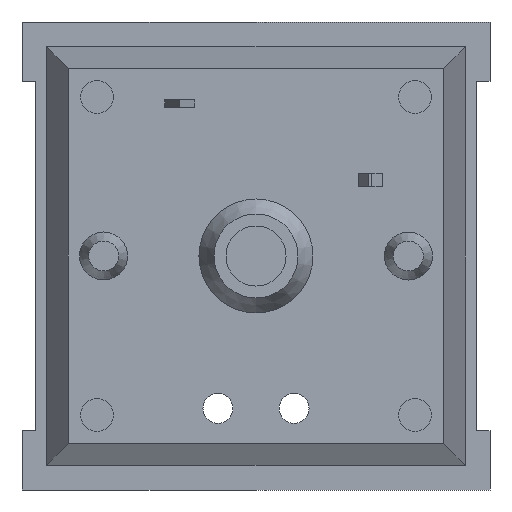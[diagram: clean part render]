
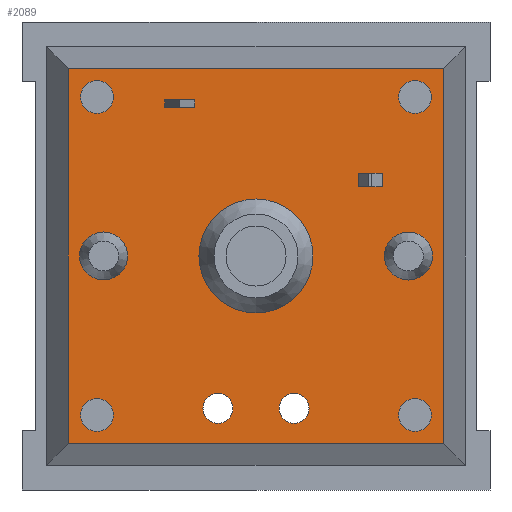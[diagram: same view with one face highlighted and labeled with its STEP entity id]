
A CAD part, front view. The second image highlights one B-rep face of the part: STEP entity #2089.
In plain terms, the highlighted planar face has unit normal (0, -1, 0).
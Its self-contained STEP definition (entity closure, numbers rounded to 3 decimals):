
#18=FACE_BOUND('',#227,.T.);
#19=FACE_BOUND('',#228,.T.);
#20=FACE_BOUND('',#229,.T.);
#21=FACE_BOUND('',#230,.T.);
#22=FACE_BOUND('',#231,.T.);
#23=FACE_BOUND('',#232,.T.);
#24=FACE_BOUND('',#233,.T.);
#25=FACE_BOUND('',#234,.T.);
#26=FACE_BOUND('',#235,.T.);
#27=FACE_BOUND('',#236,.T.);
#28=FACE_BOUND('',#237,.T.);
#45=CIRCLE('',#2238,0.5);
#46=CIRCLE('',#2239,0.5);
#47=CIRCLE('',#2241,1.9);
#48=CIRCLE('',#2242,1.9);
#49=CIRCLE('',#2243,0.55);
#50=CIRCLE('',#2244,0.55);
#51=CIRCLE('',#2245,0.55);
#52=CIRCLE('',#2246,0.55);
#53=CIRCLE('',#2247,0.5);
#54=CIRCLE('',#2248,0.8);
#55=CIRCLE('',#2249,0.8);
#56=CIRCLE('',#2250,0.8);
#57=CIRCLE('',#2251,0.8);
#106=FACE_OUTER_BOUND('',#226,.T.);
#226=EDGE_LOOP('',(#1440,#1441,#1442,#1443));
#227=EDGE_LOOP('',(#1444,#1445));
#228=EDGE_LOOP('',(#1446));
#229=EDGE_LOOP('',(#1447));
#230=EDGE_LOOP('',(#1448));
#231=EDGE_LOOP('',(#1449));
#232=EDGE_LOOP('',(#1450,#1451,#1452,#1453));
#233=EDGE_LOOP('',(#1454,#1455,#1456,#1457));
#234=EDGE_LOOP('',(#1458));
#235=EDGE_LOOP('',(#1459,#1460));
#236=EDGE_LOOP('',(#1461,#1462));
#237=EDGE_LOOP('',(#1463,#1464));
#398=LINE('',#3114,#651);
#399=LINE('',#3116,#652);
#400=LINE('',#3118,#653);
#401=LINE('',#3119,#654);
#402=LINE('',#3134,#655);
#403=LINE('',#3136,#656);
#404=LINE('',#3138,#657);
#405=LINE('',#3139,#658);
#406=LINE('',#3142,#659);
#407=LINE('',#3144,#660);
#408=LINE('',#3146,#661);
#409=LINE('',#3147,#662);
#651=VECTOR('',#2487,12.5);
#652=VECTOR('',#2488,12.5);
#653=VECTOR('',#2489,12.5);
#654=VECTOR('',#2490,12.5);
#655=VECTOR('',#2503,0.45);
#656=VECTOR('',#2504,0.8);
#657=VECTOR('',#2505,0.45);
#658=VECTOR('',#2506,0.8);
#659=VECTOR('',#2507,0.25);
#660=VECTOR('',#2508,1.);
#661=VECTOR('',#2509,0.25);
#662=VECTOR('',#2510,1.);
#908=VERTEX_POINT('',#3106);
#909=VERTEX_POINT('',#3108);
#910=VERTEX_POINT('',#3112);
#911=VERTEX_POINT('',#3113);
#912=VERTEX_POINT('',#3115);
#913=VERTEX_POINT('',#3117);
#914=VERTEX_POINT('',#3120);
#915=VERTEX_POINT('',#3121);
#916=VERTEX_POINT('',#3124);
#917=VERTEX_POINT('',#3126);
#918=VERTEX_POINT('',#3128);
#919=VERTEX_POINT('',#3130);
#920=VERTEX_POINT('',#3132);
#921=VERTEX_POINT('',#3133);
#922=VERTEX_POINT('',#3135);
#923=VERTEX_POINT('',#3137);
#924=VERTEX_POINT('',#3140);
#925=VERTEX_POINT('',#3141);
#926=VERTEX_POINT('',#3143);
#927=VERTEX_POINT('',#3145);
#928=VERTEX_POINT('',#3148);
#929=VERTEX_POINT('',#3150);
#930=VERTEX_POINT('',#3151);
#931=VERTEX_POINT('',#3154);
#932=VERTEX_POINT('',#3155);
#1118=EDGE_CURVE('',#908,#909,#45,.T.);
#1119=EDGE_CURVE('',#909,#908,#46,.T.);
#1120=EDGE_CURVE('',#910,#911,#398,.T.);
#1121=EDGE_CURVE('',#912,#910,#399,.T.);
#1122=EDGE_CURVE('',#912,#913,#400,.T.);
#1123=EDGE_CURVE('',#913,#911,#401,.T.);
#1124=EDGE_CURVE('',#914,#915,#47,.T.);
#1125=EDGE_CURVE('',#915,#914,#48,.T.);
#1126=EDGE_CURVE('',#916,#916,#49,.T.);
#1127=EDGE_CURVE('',#917,#917,#50,.T.);
#1128=EDGE_CURVE('',#918,#918,#51,.T.);
#1129=EDGE_CURVE('',#919,#919,#52,.T.);
#1130=EDGE_CURVE('',#920,#921,#402,.T.);
#1131=EDGE_CURVE('',#922,#920,#403,.T.);
#1132=EDGE_CURVE('',#923,#922,#404,.T.);
#1133=EDGE_CURVE('',#921,#923,#405,.T.);
#1134=EDGE_CURVE('',#924,#925,#406,.T.);
#1135=EDGE_CURVE('',#926,#924,#407,.T.);
#1136=EDGE_CURVE('',#927,#926,#408,.T.);
#1137=EDGE_CURVE('',#925,#927,#409,.T.);
#1138=EDGE_CURVE('',#928,#928,#53,.T.);
#1139=EDGE_CURVE('',#929,#930,#54,.T.);
#1140=EDGE_CURVE('',#930,#929,#55,.T.);
#1141=EDGE_CURVE('',#931,#932,#56,.T.);
#1142=EDGE_CURVE('',#932,#931,#57,.T.);
#1440=ORIENTED_EDGE('',*,*,#1120,.F.);
#1441=ORIENTED_EDGE('',*,*,#1121,.F.);
#1442=ORIENTED_EDGE('',*,*,#1122,.T.);
#1443=ORIENTED_EDGE('',*,*,#1123,.T.);
#1444=ORIENTED_EDGE('',*,*,#1124,.F.);
#1445=ORIENTED_EDGE('',*,*,#1125,.F.);
#1446=ORIENTED_EDGE('',*,*,#1126,.F.);
#1447=ORIENTED_EDGE('',*,*,#1127,.F.);
#1448=ORIENTED_EDGE('',*,*,#1128,.F.);
#1449=ORIENTED_EDGE('',*,*,#1129,.F.);
#1450=ORIENTED_EDGE('',*,*,#1130,.F.);
#1451=ORIENTED_EDGE('',*,*,#1131,.F.);
#1452=ORIENTED_EDGE('',*,*,#1132,.F.);
#1453=ORIENTED_EDGE('',*,*,#1133,.F.);
#1454=ORIENTED_EDGE('',*,*,#1134,.F.);
#1455=ORIENTED_EDGE('',*,*,#1135,.F.);
#1456=ORIENTED_EDGE('',*,*,#1136,.F.);
#1457=ORIENTED_EDGE('',*,*,#1137,.F.);
#1458=ORIENTED_EDGE('',*,*,#1138,.F.);
#1459=ORIENTED_EDGE('',*,*,#1119,.F.);
#1460=ORIENTED_EDGE('',*,*,#1118,.F.);
#1461=ORIENTED_EDGE('',*,*,#1139,.F.);
#1462=ORIENTED_EDGE('',*,*,#1140,.F.);
#1463=ORIENTED_EDGE('',*,*,#1141,.F.);
#1464=ORIENTED_EDGE('',*,*,#1142,.F.);
#1982=PLANE('',#2240);
#2089=ADVANCED_FACE('',(#106,#18,#19,#20,#21,#22,#23,#24,#25,#26,#27,#28),
#1982,.T.);
#2238=AXIS2_PLACEMENT_3D('',#3109,#2481,#2482);
#2239=AXIS2_PLACEMENT_3D('',#3110,#2483,#2484);
#2240=AXIS2_PLACEMENT_3D('',#3111,#2485,#2486);
#2241=AXIS2_PLACEMENT_3D('',#3122,#2491,#2492);
#2242=AXIS2_PLACEMENT_3D('',#3123,#2493,#2494);
#2243=AXIS2_PLACEMENT_3D('',#3125,#2495,#2496);
#2244=AXIS2_PLACEMENT_3D('',#3127,#2497,#2498);
#2245=AXIS2_PLACEMENT_3D('',#3129,#2499,#2500);
#2246=AXIS2_PLACEMENT_3D('',#3131,#2501,#2502);
#2247=AXIS2_PLACEMENT_3D('',#3149,#2511,#2512);
#2248=AXIS2_PLACEMENT_3D('',#3152,#2513,#2514);
#2249=AXIS2_PLACEMENT_3D('',#3153,#2515,#2516);
#2250=AXIS2_PLACEMENT_3D('',#3156,#2517,#2518);
#2251=AXIS2_PLACEMENT_3D('',#3157,#2519,#2520);
#2481=DIRECTION('center_axis',(0.,-1.,0.));
#2482=DIRECTION('ref_axis',(1.,0.,0.));
#2483=DIRECTION('center_axis',(0.,-1.,0.));
#2484=DIRECTION('ref_axis',(1.,0.,0.));
#2485=DIRECTION('center_axis',(0.,-1.,0.));
#2486=DIRECTION('ref_axis',(0.,0.,-1.));
#2487=DIRECTION('',(1.,0.,0.));
#2488=DIRECTION('',(0.,0.,1.));
#2489=DIRECTION('',(1.,0.,0.));
#2490=DIRECTION('',(0.,0.,1.));
#2491=DIRECTION('center_axis',(0.,-1.,0.));
#2492=DIRECTION('ref_axis',(-1.,0.,0.));
#2493=DIRECTION('center_axis',(0.,-1.,0.));
#2494=DIRECTION('ref_axis',(-1.,0.,0.));
#2495=DIRECTION('center_axis',(0.,-1.,0.));
#2496=DIRECTION('ref_axis',(0.,0.,1.));
#2497=DIRECTION('center_axis',(0.,-1.,0.));
#2498=DIRECTION('ref_axis',(0.,0.,1.));
#2499=DIRECTION('center_axis',(0.,-1.,0.));
#2500=DIRECTION('ref_axis',(0.,0.,1.));
#2501=DIRECTION('center_axis',(0.,-1.,0.));
#2502=DIRECTION('ref_axis',(0.,0.,1.));
#2503=DIRECTION('',(0.,0.,-1.));
#2504=DIRECTION('',(-1.,0.,0.));
#2505=DIRECTION('',(0.,0.,1.));
#2506=DIRECTION('',(1.,0.,0.));
#2507=DIRECTION('',(0.,0.,-1.));
#2508=DIRECTION('',(-1.,0.,0.));
#2509=DIRECTION('',(0.,0.,1.));
#2510=DIRECTION('',(1.,0.,0.));
#2511=DIRECTION('center_axis',(0.,-1.,0.));
#2512=DIRECTION('ref_axis',(-1.,0.,0.));
#2513=DIRECTION('center_axis',(0.,-1.,0.));
#2514=DIRECTION('ref_axis',(1.,0.,0.));
#2515=DIRECTION('center_axis',(0.,-1.,0.));
#2516=DIRECTION('ref_axis',(1.,0.,0.));
#2517=DIRECTION('center_axis',(0.,-1.,0.));
#2518=DIRECTION('ref_axis',(1.,0.,0.));
#2519=DIRECTION('center_axis',(0.,-1.,0.));
#2520=DIRECTION('ref_axis',(1.,0.,0.));
#3106=CARTESIAN_POINT('',(1.77,-6.5,-5.08));
#3108=CARTESIAN_POINT('',(0.77,-6.5,-5.08));
#3109=CARTESIAN_POINT('Origin',(1.27,-6.5,-5.08));
#3110=CARTESIAN_POINT('Origin',(1.27,-6.5,-5.08));
#3111=CARTESIAN_POINT('Origin',(-6.25,-6.5,-6.975));
#3112=CARTESIAN_POINT('',(-6.25,-6.5,6.25));
#3113=CARTESIAN_POINT('',(6.25,-6.5,6.25));
#3114=CARTESIAN_POINT('',(-6.25,-6.5,6.25));
#3115=CARTESIAN_POINT('',(-6.25,-6.5,-6.25));
#3116=CARTESIAN_POINT('',(-6.25,-6.5,-6.25));
#3117=CARTESIAN_POINT('',(6.25,-6.5,-6.25));
#3118=CARTESIAN_POINT('',(-6.25,-6.5,-6.25));
#3119=CARTESIAN_POINT('',(6.25,-6.5,-6.25));
#3120=CARTESIAN_POINT('',(-1.9,-6.5,0.));
#3121=CARTESIAN_POINT('',(1.9,-6.5,0.));
#3122=CARTESIAN_POINT('Origin',(0.,-6.5,0.));
#3123=CARTESIAN_POINT('Origin',(0.,-6.5,0.));
#3124=CARTESIAN_POINT('',(-5.3,-6.5,4.75));
#3125=CARTESIAN_POINT('Origin',(-5.3,-6.5,5.3));
#3126=CARTESIAN_POINT('',(5.3,-6.5,4.75));
#3127=CARTESIAN_POINT('Origin',(5.3,-6.5,5.3));
#3128=CARTESIAN_POINT('',(-5.3,-6.5,-5.85));
#3129=CARTESIAN_POINT('Origin',(-5.3,-6.5,-5.3));
#3130=CARTESIAN_POINT('',(5.3,-6.5,-5.85));
#3131=CARTESIAN_POINT('Origin',(5.3,-6.5,-5.3));
#3132=CARTESIAN_POINT('',(3.41,-6.5,2.765));
#3133=CARTESIAN_POINT('',(3.41,-6.5,2.315));
#3134=CARTESIAN_POINT('',(3.41,-6.5,2.765));
#3135=CARTESIAN_POINT('',(4.21,-6.5,2.765));
#3136=CARTESIAN_POINT('',(4.21,-6.5,2.765));
#3137=CARTESIAN_POINT('',(4.21,-6.5,2.315));
#3138=CARTESIAN_POINT('',(4.21,-6.5,2.315));
#3139=CARTESIAN_POINT('',(3.41,-6.5,2.315));
#3140=CARTESIAN_POINT('',(-3.04,-6.5,5.205));
#3141=CARTESIAN_POINT('',(-3.04,-6.5,4.955));
#3142=CARTESIAN_POINT('',(-3.04,-6.5,5.205));
#3143=CARTESIAN_POINT('',(-2.04,-6.5,5.205));
#3144=CARTESIAN_POINT('',(-2.04,-6.5,5.205));
#3145=CARTESIAN_POINT('',(-2.04,-6.5,4.955));
#3146=CARTESIAN_POINT('',(-2.04,-6.5,4.955));
#3147=CARTESIAN_POINT('',(-3.04,-6.5,4.955));
#3148=CARTESIAN_POINT('',(-0.77,-6.5,-5.08));
#3149=CARTESIAN_POINT('Origin',(-1.27,-6.5,-5.08));
#3150=CARTESIAN_POINT('',(5.88,-6.5,0.));
#3151=CARTESIAN_POINT('',(4.28,-6.5,0.));
#3152=CARTESIAN_POINT('Origin',(5.08,-6.5,0.));
#3153=CARTESIAN_POINT('Origin',(5.08,-6.5,0.));
#3154=CARTESIAN_POINT('',(-4.28,-6.5,0.));
#3155=CARTESIAN_POINT('',(-5.88,-6.5,0.));
#3156=CARTESIAN_POINT('Origin',(-5.08,-6.5,0.));
#3157=CARTESIAN_POINT('Origin',(-5.08,-6.5,0.));
